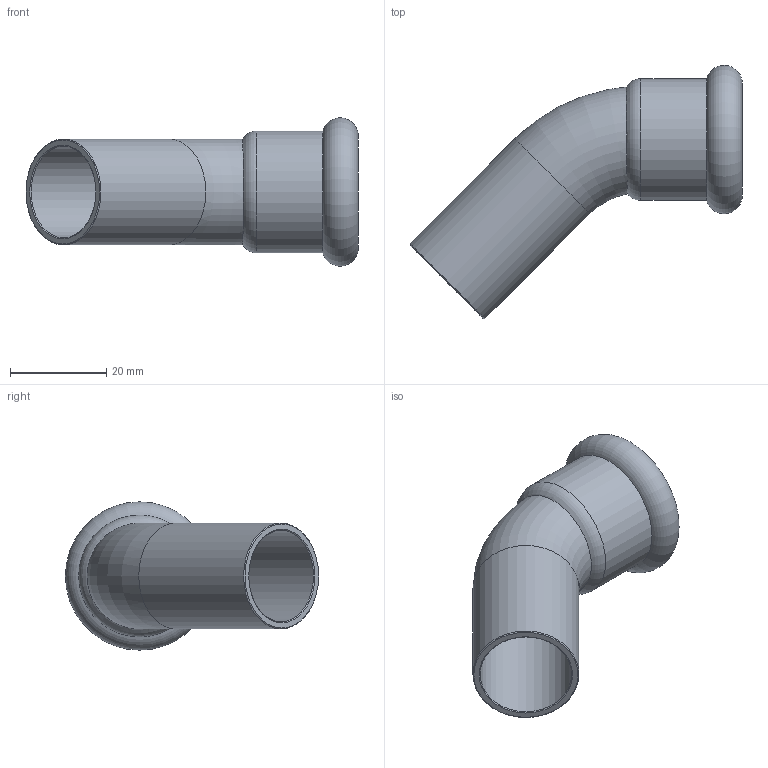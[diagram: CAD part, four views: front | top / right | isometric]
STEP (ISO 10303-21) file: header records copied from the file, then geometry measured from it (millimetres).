
FILE_DESCRIPTION(/* description */ (''),/* implementation_level */ '2;1');
FILE_NAME(/* name */ '381022451_Steelpres.stp',/* time_stamp */ '2022-10-21T14:03:12+02:00',/* author */ ('Vault'),/* organization */ ('Raccorderie metalliche s.p.a. '),/* preprocessor_version */ 'ST-DEVELOPER v18.1',/* originating_system */ 'Autodesk Inventor 2020',/* authorisation */ 'Raccorderie metalliche s.p.a. ');
FILE_SCHEMA (('AUTOMOTIVE_DESIGN { 1 0 10303 214 3 1 1 }'));
Length unit declared in the file: millimetre
Products named in the file (1): 
Bounding box: 68.94 x 52.57 x 30.79 mm (x, y, z)
Volume: 8565.6 mm3; surface area: 10351.2 mm2
Topology: 1 solids, 1 shells, 17 faces, 56 edges, 40 vertices
Faces by surface type: torus 7, cylinder 6, cone 3, plane 1
Full cylindrical faces by diameter (mm): 19 x1, 22 x1, 22.3 x1, 22.9 x2, 25.3 x1
Entity records: 770 total; most frequent: CARTESIAN_POINT 196, DIRECTION 127, ORIENTED_EDGE 112, AXIS2_PLACEMENT_3D 59, EDGE_CURVE 56, CIRCLE 41, VERTEX_POINT 40, EDGE_LOOP 18
